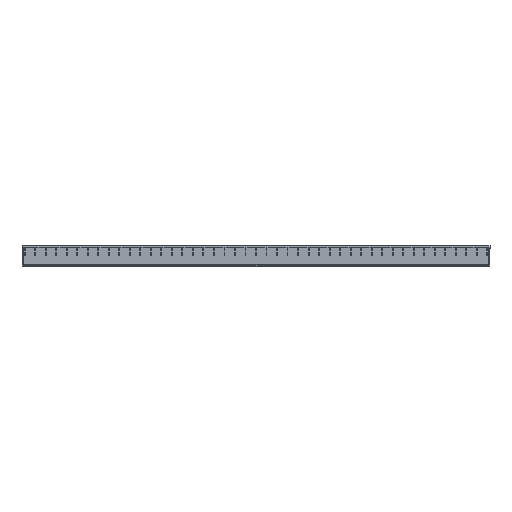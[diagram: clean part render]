
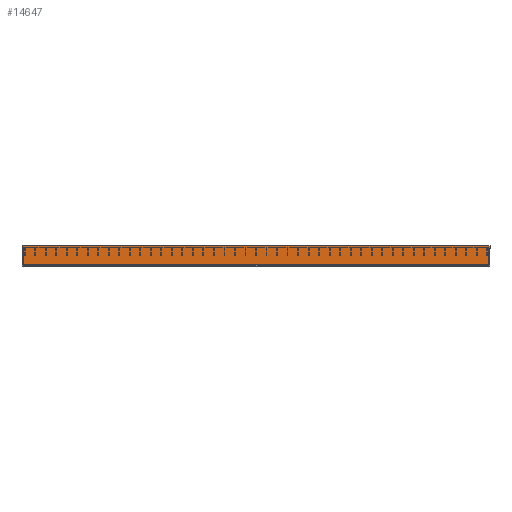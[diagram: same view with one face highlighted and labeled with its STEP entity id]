
A CAD part, top view. The second image highlights one B-rep face of the part: STEP entity #14647.
In plain terms, the highlighted planar face has unit normal (0, 0, 1).
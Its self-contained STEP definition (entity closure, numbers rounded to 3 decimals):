
#2358 = PLANE ( 'NONE',  #126092 ) ;
#2885 = DIRECTION ( 'NONE',  ( 0., 0., -1. ) ) ;
#4128 = VERTEX_POINT ( 'NONE', #25727 ) ;
#7583 = CARTESIAN_POINT ( 'NONE',  ( 490., -10., 0. ) ) ;
#14647 = ADVANCED_FACE ( 'NONE', ( #105506 ), #2358, .F. ) ;
#14829 = DIRECTION ( 'NONE',  ( 0., 1., 0. ) ) ;
#25727 = CARTESIAN_POINT ( 'NONE',  ( 490., -10., 0. ) ) ;
#28917 = CARTESIAN_POINT ( 'NONE',  ( 490., 10., 0. ) ) ;
#31537 = ORIENTED_EDGE ( 'NONE', *, *, #39906, .F. ) ;
#32818 = CARTESIAN_POINT ( 'NONE',  ( 0., 10., 0. ) ) ;
#34518 = EDGE_CURVE ( 'NONE', #116391, #123998, #139288, .T. ) ;
#39906 = EDGE_CURVE ( 'NONE', #4128, #116391, #49819, .T. ) ;
#43116 = DIRECTION ( 'NONE',  ( -1., 0., 0. ) ) ;
#43669 = CARTESIAN_POINT ( 'NONE',  ( 0., -10., 0. ) ) ;
#47024 = CARTESIAN_POINT ( 'NONE',  ( 490., 10., 0. ) ) ;
#47757 = EDGE_CURVE ( 'NONE', #96135, #4128, #91161, .T. ) ;
#48191 = EDGE_CURVE ( 'NONE', #96135, #123998, #50463, .T. ) ;
#49819 = LINE ( 'NONE', #7583, #108020 ) ;
#50463 = LINE ( 'NONE', #140122, #85425 ) ;
#52008 = ORIENTED_EDGE ( 'NONE', *, *, #47757, .F. ) ;
#56103 = CARTESIAN_POINT ( 'NONE',  ( 0., 3.333, 0. ) ) ;
#58189 = VECTOR ( 'NONE', #95845, 1000. ) ;
#60133 = ORIENTED_EDGE ( 'NONE', *, *, #48191, .T. ) ;
#80682 = DIRECTION ( 'NONE',  ( -1., 0., 0. ) ) ;
#85425 = VECTOR ( 'NONE', #43116, 1000. ) ;
#91161 = LINE ( 'NONE', #47024, #58189 ) ;
#95605 = CARTESIAN_POINT ( 'NONE',  ( 0., -10., 0. ) ) ;
#95845 = DIRECTION ( 'NONE',  ( 0., -1., 0. ) ) ;
#96135 = VERTEX_POINT ( 'NONE', #28917 ) ;
#105506 = FACE_OUTER_BOUND ( 'NONE', #140097, .T. ) ;
#106525 = CARTESIAN_POINT ( 'NONE',  ( 0., -3.333, 0. ) ) ;
#108020 = VECTOR ( 'NONE', #80682, 1000. ) ;
#112939 = CARTESIAN_POINT ( 'NONE',  ( 0., 10., 0. ) ) ;
#116391 = VERTEX_POINT ( 'NONE', #95605 ) ;
#123998 = VERTEX_POINT ( 'NONE', #112939 ) ;
#125639 = ORIENTED_EDGE ( 'NONE', *, *, #34518, .F. ) ;
#126092 = AXIS2_PLACEMENT_3D ( 'NONE', #138357, #2885, #14829 ) ;
#138357 = CARTESIAN_POINT ( 'NONE',  ( 490., 10., 0. ) ) ;
#139288 = B_SPLINE_CURVE_WITH_KNOTS ( 'NONE', 3,
 ( #43669, #106525, #56103, #32818 ),
 .UNSPECIFIED., .F., .F.,
 ( 4, 4 ),
 ( 0., 1. ),
 .UNSPECIFIED. ) ;
#140097 = EDGE_LOOP ( 'NONE', ( #60133, #125639, #31537, #52008 ) ) ;
#140122 = CARTESIAN_POINT ( 'NONE',  ( 490., 10., 0. ) ) ;
